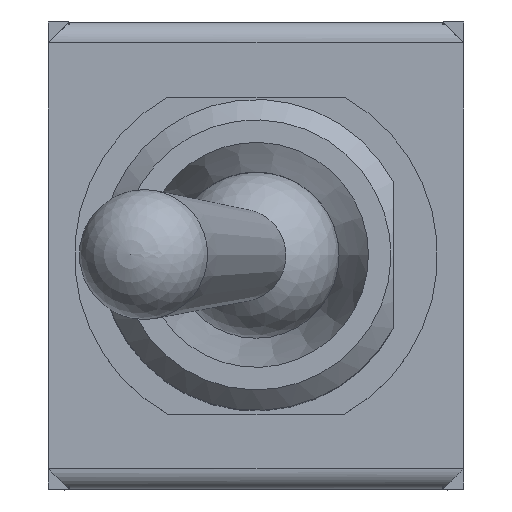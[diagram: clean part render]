
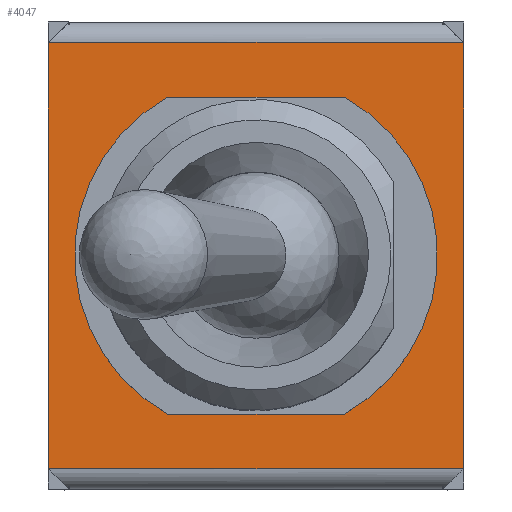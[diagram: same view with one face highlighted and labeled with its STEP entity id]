
A CAD part, top view. The second image highlights one B-rep face of the part: STEP entity #4047.
In plain terms, the highlighted planar face has unit normal (0, 0, 1).
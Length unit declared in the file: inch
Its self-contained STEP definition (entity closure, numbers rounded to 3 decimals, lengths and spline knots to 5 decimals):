
#42=FACE_BOUND('',#1501,.T.);
#91=CIRCLE('',#4313,0.13976);
#93=CIRCLE('',#4317,0.13976);
#175=PLANE('',#4339);
#401=LINE('',#7359,#826);
#404=LINE('',#7368,#829);
#435=LINE('',#7442,#860);
#439=LINE('',#7451,#864);
#466=LINE('',#7510,#891);
#468=LINE('',#7516,#893);
#471=LINE('',#7521,#896);
#472=LINE('',#7523,#897);
#473=LINE('',#7525,#898);
#474=LINE('',#7526,#899);
#826=VECTOR('',#4876,0.3937);
#829=VECTOR('',#4887,0.3937);
#860=VECTOR('',#4938,0.3937);
#864=VECTOR('',#4946,0.3937);
#891=VECTOR('',#4985,0.3937);
#893=VECTOR('',#4991,0.3937);
#896=VECTOR('',#4996,0.3937);
#897=VECTOR('',#4997,0.3937);
#898=VECTOR('',#4998,0.3937);
#899=VECTOR('',#4999,0.3937);
#1268=FACE_OUTER_BOUND('',#1500,.T.);
#1500=EDGE_LOOP('',(#3346,#3347,#3348,#3349,#3350,#3351,#3352,#3353));
#1501=EDGE_LOOP('',(#3354,#3355,#3356,#3357));
#1903=VERTEX_POINT('',#7349);
#1904=VERTEX_POINT('',#7351);
#1906=VERTEX_POINT('',#7357);
#1908=VERTEX_POINT('',#7363);
#1940=VERTEX_POINT('',#7439);
#1941=VERTEX_POINT('',#7441);
#1944=VERTEX_POINT('',#7449);
#1969=VERTEX_POINT('',#7507);
#1970=VERTEX_POINT('',#7509);
#1972=VERTEX_POINT('',#7515);
#1974=VERTEX_POINT('',#7522);
#1975=VERTEX_POINT('',#7524);
#2387=EDGE_CURVE('',#1904,#1903,#91,.T.);
#2391=EDGE_CURVE('',#1903,#1906,#401,.T.);
#2394=EDGE_CURVE('',#1906,#1908,#93,.T.);
#2396=EDGE_CURVE('',#1908,#1904,#404,.T.);
#2430=EDGE_CURVE('',#1940,#1941,#435,.T.);
#2435=EDGE_CURVE('',#1944,#1940,#439,.T.);
#2465=EDGE_CURVE('',#1969,#1970,#466,.T.);
#2468=EDGE_CURVE('',#1970,#1972,#468,.T.);
#2471=EDGE_CURVE('',#1972,#1944,#471,.T.);
#2472=EDGE_CURVE('',#1974,#1969,#472,.T.);
#2473=EDGE_CURVE('',#1975,#1974,#473,.T.);
#2474=EDGE_CURVE('',#1941,#1975,#474,.T.);
#3346=ORIENTED_EDGE('',*,*,#2430,.F.);
#3347=ORIENTED_EDGE('',*,*,#2435,.F.);
#3348=ORIENTED_EDGE('',*,*,#2471,.F.);
#3349=ORIENTED_EDGE('',*,*,#2468,.F.);
#3350=ORIENTED_EDGE('',*,*,#2465,.F.);
#3351=ORIENTED_EDGE('',*,*,#2472,.F.);
#3352=ORIENTED_EDGE('',*,*,#2473,.F.);
#3353=ORIENTED_EDGE('',*,*,#2474,.F.);
#3354=ORIENTED_EDGE('',*,*,#2387,.T.);
#3355=ORIENTED_EDGE('',*,*,#2391,.T.);
#3356=ORIENTED_EDGE('',*,*,#2394,.T.);
#3357=ORIENTED_EDGE('',*,*,#2396,.T.);
#4047=ADVANCED_FACE('',(#1268,#42),#175,.T.);
#4313=AXIS2_PLACEMENT_3D('',#7352,#4869,#4870);
#4317=AXIS2_PLACEMENT_3D('',#7365,#4882,#4883);
#4339=AXIS2_PLACEMENT_3D('',#7520,#4994,#4995);
#4869=DIRECTION('center_axis',(0.,0.,
-1.));
#4870=DIRECTION('ref_axis',(-0.487,0.873,0.));
#4876=DIRECTION('',(-1.,0.,0.));
#4882=DIRECTION('center_axis',(0.,0.,
-1.));
#4883=DIRECTION('ref_axis',(0.487,-0.873,0.));
#4887=DIRECTION('',(1.,0.,0.));
#4938=DIRECTION('',(1.,0.,0.));
#4946=DIRECTION('',(0.707,0.707,0.));
#4985=DIRECTION('',(-1.,0.,0.));
#4991=DIRECTION('',(-0.707,0.707,0.));
#4994=DIRECTION('center_axis',(0.,0.,
1.));
#4995=DIRECTION('ref_axis',(1.,0.,0.));
#4996=DIRECTION('',(0.,1.,0.));
#4997=DIRECTION('',(-0.707,-0.707,0.));
#4998=DIRECTION('',(0.,-1.,0.));
#4999=DIRECTION('',(0.707,-0.707,0.));
#7349=CARTESIAN_POINT('',(0.06811,-0.12205,0.28858));
#7351=CARTESIAN_POINT('',(0.06811,0.12205,0.28858));
#7352=CARTESIAN_POINT('Origin',(0.,0.,
0.28858));
#7357=CARTESIAN_POINT('',(-0.06811,-0.12205,0.28858));
#7359=CARTESIAN_POINT('',(0.03405,-0.12205,0.28858));
#7363=CARTESIAN_POINT('',(-0.06811,0.12205,0.28858));
#7365=CARTESIAN_POINT('Origin',(0.,0.,
0.28858));
#7368=CARTESIAN_POINT('',(-0.03405,0.12205,0.28858));
#7439=CARTESIAN_POINT('',(-0.15965,0.16417,0.28858));
#7441=CARTESIAN_POINT('',(0.15965,0.16417,0.28858));
#7442=CARTESIAN_POINT('',(-0.08002,0.16417,0.28858));
#7449=CARTESIAN_POINT('',(-0.16004,0.16378,0.28858));
#7451=CARTESIAN_POINT('',(-0.15694,0.16688,0.28858));
#7507=CARTESIAN_POINT('',(0.15965,-0.16417,0.28858));
#7509=CARTESIAN_POINT('',(-0.15965,-0.16417,0.28858));
#7510=CARTESIAN_POINT('',(0.08002,-0.16417,0.28858));
#7515=CARTESIAN_POINT('',(-0.16004,-0.16378,0.28858));
#7516=CARTESIAN_POINT('',(-0.15694,-0.16688,0.28858));
#7520=CARTESIAN_POINT('Origin',(0.,0.,
0.28858));
#7521=CARTESIAN_POINT('',(-0.16004,-0.17992,0.28858));
#7522=CARTESIAN_POINT('',(0.16004,-0.16378,0.28858));
#7523=CARTESIAN_POINT('',(0.15694,-0.16688,0.28858));
#7524=CARTESIAN_POINT('',(0.16004,0.16378,0.28858));
#7525=CARTESIAN_POINT('',(0.16004,0.17992,0.28858));
#7526=CARTESIAN_POINT('',(0.15694,0.16688,0.28858));
